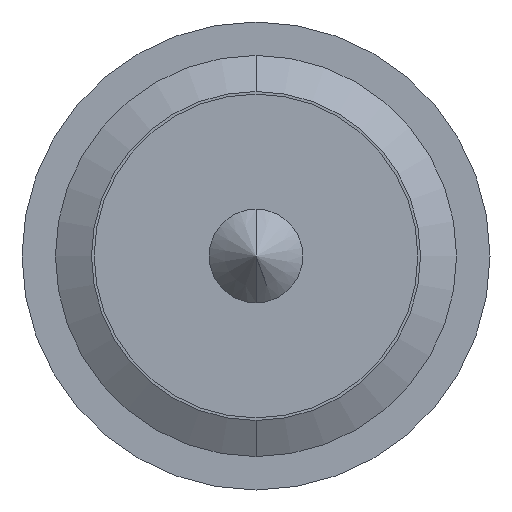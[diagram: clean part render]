
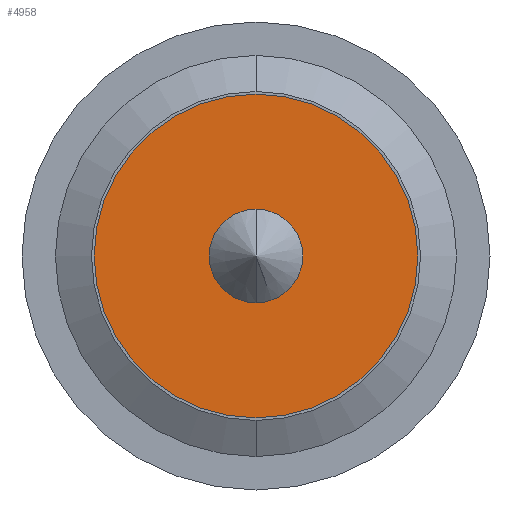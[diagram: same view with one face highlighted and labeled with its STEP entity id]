
A CAD part, front view. The second image highlights one B-rep face of the part: STEP entity #4958.
In plain terms, the highlighted planar face has unit normal (0, -1, 0).
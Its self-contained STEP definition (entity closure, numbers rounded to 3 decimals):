
#61 = VERTEX_POINT ( 'NONE', #3225 ) ;
#189 = DIRECTION ( 'NONE',  ( 0., 0., 1. ) ) ;
#202 = CARTESIAN_POINT ( 'NONE',  ( 0., -0.25, 0. ) ) ;
#369 = EDGE_CURVE ( 'Defeature ausgef�hrt2_28+Defeature ausgef�hrt2_29+Defeature ausgef�hrt2_29+Defeature ausgef�hrt2_29', #61, #2405, #3822, .T. ) ;
#539 = CIRCLE ( 'NONE', #2086, 0.35 ) ;
#703 = EDGE_CURVE ( 'Defeature ausgef�hrt2_28+Defeature ausgef�hrt2_29+Defeature ausgef�hrt2_29+Defeature ausgef�hrt2_29', #2405, #61, #4909, .T. ) ;
#737 = DIRECTION ( 'NONE',  ( 0., 1., 0. ) ) ;
#1209 = ORIENTED_EDGE ( 'NONE', *, *, #4038, .T. ) ;
#1267 = ORIENTED_EDGE ( 'NONE', *, *, #369, .F. ) ;
#1423 = VERTEX_POINT ( 'NONE', #3425 ) ;
#1537 = DIRECTION ( 'NONE',  ( 0., 1., 0. ) ) ;
#1796 = DIRECTION ( 'NONE',  ( 0., 0., 1. ) ) ;
#1834 = CARTESIAN_POINT ( 'NONE',  ( 0., -0.25, -1.21 ) ) ;
#1855 = DIRECTION ( 'NONE',  ( 0., 1., 0. ) ) ;
#1885 = AXIS2_PLACEMENT_3D ( 'NONE', #3045, #737, #5053 ) ;
#2086 = AXIS2_PLACEMENT_3D ( 'NONE', #2737, #1537, #5044 ) ;
#2312 = AXIS2_PLACEMENT_3D ( 'NONE', #4946, #1855, #3029 ) ;
#2405 = VERTEX_POINT ( 'NONE', #1834 ) ;
#2602 = CARTESIAN_POINT ( 'NONE',  ( 0.355, -0.25, 0. ) ) ;
#2673 = EDGE_LOOP ( 'NONE', ( #1209, #2745 ) ) ;
#2737 = CARTESIAN_POINT ( 'NONE',  ( 0., -0.25, 0. ) ) ;
#2745 = ORIENTED_EDGE ( 'NONE', *, *, #3737, .T. ) ;
#2756 = AXIS2_PLACEMENT_3D ( 'NONE', #202, #3721, #189 ) ;
#2901 = DIRECTION ( 'NONE',  ( 0., 1., 0. ) ) ;
#3029 = DIRECTION ( 'NONE',  ( 0., 0., 1. ) ) ;
#3045 = CARTESIAN_POINT ( 'NONE',  ( 0., -0.25, 0. ) ) ;
#3087 = AXIS2_PLACEMENT_3D ( 'NONE', #2602, #2901, #1796 ) ;
#3191 = VERTEX_POINT ( 'NONE', #4378 ) ;
#3225 = CARTESIAN_POINT ( 'NONE',  ( 0., -0.25, 1.21 ) ) ;
#3425 = CARTESIAN_POINT ( 'NONE',  ( 0., -0.25, -0.35 ) ) ;
#3643 = EDGE_LOOP ( 'NONE', ( #1267, #4082 ) ) ;
#3721 = DIRECTION ( 'NONE',  ( 0., 1., 0. ) ) ;
#3737 = EDGE_CURVE ( 'Defeature ausgef�hrt2_29+Defeature ausgef�hrt2_31+Defeature ausgef�hrt2_31+Defeature ausgef�hrt2_31', #3191, #1423, #4198, .T. ) ;
#3822 = CIRCLE ( 'NONE', #2312, 1.21 ) ;
#4011 = FACE_BOUND ( 'NONE', #2673, .T. ) ;
#4038 = EDGE_CURVE ( 'Defeature ausgef�hrt2_29+Defeature ausgef�hrt2_31+Defeature ausgef�hrt2_31+Defeature ausgef�hrt2_31', #1423, #3191, #539, .T. ) ;
#4082 = ORIENTED_EDGE ( 'NONE', *, *, #703, .F. ) ;
#4198 = CIRCLE ( 'NONE', #1885, 0.35 ) ;
#4378 = CARTESIAN_POINT ( 'NONE',  ( 0., -0.25, 0.35 ) ) ;
#4531 = PLANE ( 'NONE',  #3087 ) ;
#4909 = CIRCLE ( 'NONE', #2756, 1.21 ) ;
#4921 = FACE_OUTER_BOUND ( 'NONE', #3643, .T. ) ;
#4946 = CARTESIAN_POINT ( 'NONE',  ( 0., -0.25, 0. ) ) ;
#4958 = ADVANCED_FACE ( 'Defeature ausgef�hrt2_29', ( #4011, #4921 ), #4531, .F. ) ;
#5044 = DIRECTION ( 'NONE',  ( 0., 0., 1. ) ) ;
#5053 = DIRECTION ( 'NONE',  ( 0., 0., 1. ) ) ;
